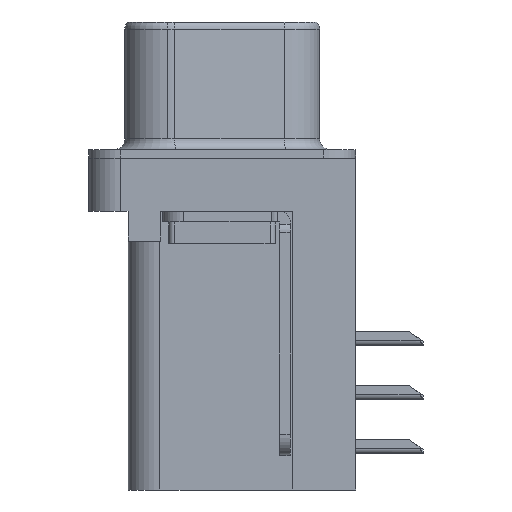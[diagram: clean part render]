
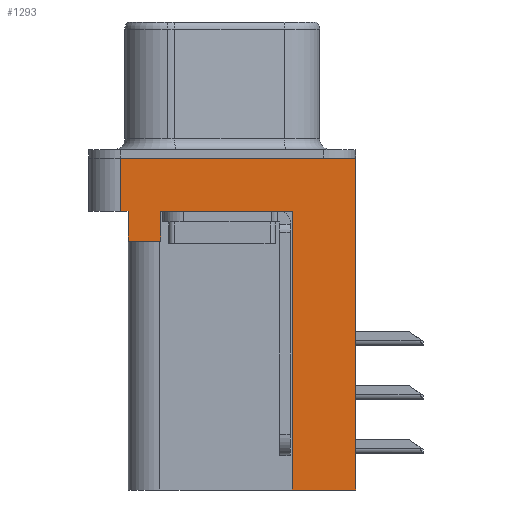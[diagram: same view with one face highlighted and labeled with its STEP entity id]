
A CAD part, left-side view. The second image highlights one B-rep face of the part: STEP entity #1293.
In plain terms, the highlighted planar face has unit normal (-1, 0, 0).
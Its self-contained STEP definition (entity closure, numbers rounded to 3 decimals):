
#429 = DIRECTION ( 'NONE',  ( 0., 0., 1. ) ) ;
#474 = VERTEX_POINT ( 'NONE', #2680 ) ;
#956 = VECTOR ( 'NONE', #18566, 1000. ) ;
#961 = CARTESIAN_POINT ( 'NONE',  ( -2.935, -6.275, -2.5 ) ) ;
#969 = ORIENTED_EDGE ( 'NONE', *, *, #13941, .F. ) ;
#1293 = ADVANCED_FACE ( 'NONE', ( #14895 ), #12520, .T. ) ;
#1721 = EDGE_CURVE ( 'NONE', #474, #3654, #9553, .T. ) ;
#2093 = VECTOR ( 'NONE', #11736, 1000. ) ;
#2192 = AXIS2_PLACEMENT_3D ( 'NONE', #19890, #14438, #429 ) ;
#2219 = CARTESIAN_POINT ( 'NONE',  ( -2.935, 4.775, -2.5 ) ) ;
#2366 = ORIENTED_EDGE ( 'NONE', *, *, #15982, .F. ) ;
#2472 = LINE ( 'NONE', #20276, #956 ) ;
#2680 = CARTESIAN_POINT ( 'NONE',  ( -2.935, 4.775, 0. ) ) ;
#2818 = LINE ( 'NONE', #6074, #19303 ) ;
#3654 = VERTEX_POINT ( 'NONE', #7353 ) ;
#3689 = VERTEX_POINT ( 'NONE', #7712 ) ;
#3856 = ORIENTED_EDGE ( 'NONE', *, *, #7916, .T. ) ;
#4397 = LINE ( 'NONE', #15243, #11290 ) ;
#5124 = VERTEX_POINT ( 'NONE', #12651 ) ;
#5387 = VECTOR ( 'NONE', #21188, 1000. ) ;
#6074 = CARTESIAN_POINT ( 'NONE',  ( -2.935, -3.295, -15.6 ) ) ;
#6539 = VERTEX_POINT ( 'NONE', #8789 ) ;
#7353 = CARTESIAN_POINT ( 'NONE',  ( -2.935, -6.275, 0. ) ) ;
#7485 = DIRECTION ( 'NONE',  ( 0., -1., 0. ) ) ;
#7712 = CARTESIAN_POINT ( 'NONE',  ( -2.935, 2.895, -3.9 ) ) ;
#7916 = EDGE_CURVE ( 'NONE', #3689, #19307, #22447, .T. ) ;
#8227 = CARTESIAN_POINT ( 'NONE',  ( -2.935, -3.295, -2.5 ) ) ;
#8367 = DIRECTION ( 'NONE',  ( 0., 0., 1. ) ) ;
#8369 = VERTEX_POINT ( 'NONE', #20968 ) ;
#8789 = CARTESIAN_POINT ( 'NONE',  ( -2.935, -3.295, -15.6 ) ) ;
#8884 = ORIENTED_EDGE ( 'NONE', *, *, #19625, .F. ) ;
#8969 = EDGE_CURVE ( 'NONE', #19967, #20716, #12000, .T. ) ;
#9553 = LINE ( 'NONE', #22352, #21622 ) ;
#9676 = ORIENTED_EDGE ( 'NONE', *, *, #8969, .F. ) ;
#9698 = DIRECTION ( 'NONE',  ( 0., 0., 1. ) ) ;
#10130 = ORIENTED_EDGE ( 'NONE', *, *, #1721, .F. ) ;
#10443 = CARTESIAN_POINT ( 'NONE',  ( -2.935, 2.895, -2.5 ) ) ;
#10567 = EDGE_CURVE ( 'NONE', #19307, #11636, #15206, .T. ) ;
#10906 = VECTOR ( 'NONE', #7485, 1000. ) ;
#11103 = CARTESIAN_POINT ( 'NONE',  ( -2.935, -6.275, -2.5 ) ) ;
#11290 = VECTOR ( 'NONE', #9698, 1000. ) ;
#11495 = VECTOR ( 'NONE', #20990, 1000. ) ;
#11599 = EDGE_CURVE ( 'NONE', #8369, #474, #20684, .T. ) ;
#11636 = VERTEX_POINT ( 'NONE', #8227 ) ;
#11725 = ORIENTED_EDGE ( 'NONE', *, *, #11599, .F. ) ;
#11736 = DIRECTION ( 'NONE',  ( 0., 0., 1. ) ) ;
#12000 = LINE ( 'NONE', #19246, #18302 ) ;
#12010 = LINE ( 'NONE', #19138, #5387 ) ;
#12520 = PLANE ( 'NONE',  #2192 ) ;
#12651 = CARTESIAN_POINT ( 'NONE',  ( -2.935, -6.275, -15.6 ) ) ;
#13492 = VECTOR ( 'NONE', #20509, 1000. ) ;
#13941 = EDGE_CURVE ( 'NONE', #6539, #11636, #4397, .T. ) ;
#14438 = DIRECTION ( 'NONE',  ( -1., 0., 0. ) ) ;
#14869 = DIRECTION ( 'NONE',  ( 0., -1., 0. ) ) ;
#14895 = FACE_OUTER_BOUND ( 'NONE', #20181, .T. ) ;
#15206 = LINE ( 'NONE', #11103, #10906 ) ;
#15243 = CARTESIAN_POINT ( 'NONE',  ( -2.935, -3.295, -15.6 ) ) ;
#15505 = EDGE_CURVE ( 'NONE', #8369, #20716, #12010, .T. ) ;
#15796 = LINE ( 'NONE', #961, #11495 ) ;
#15909 = CARTESIAN_POINT ( 'NONE',  ( -2.935, 4.425, -3.9 ) ) ;
#15982 = EDGE_CURVE ( 'NONE', #5124, #6539, #2818, .T. ) ;
#17298 = DIRECTION ( 'NONE',  ( 0., 1., 0. ) ) ;
#18112 = ORIENTED_EDGE ( 'NONE', *, *, #15505, .T. ) ;
#18302 = VECTOR ( 'NONE', #8367, 1000. ) ;
#18513 = ORIENTED_EDGE ( 'NONE', *, *, #10567, .T. ) ;
#18566 = DIRECTION ( 'NONE',  ( 0., 1., 0. ) ) ;
#19138 = CARTESIAN_POINT ( 'NONE',  ( -2.935, -6.275, -2.5 ) ) ;
#19246 = CARTESIAN_POINT ( 'NONE',  ( -2.935, 4.425, -3.9 ) ) ;
#19303 = VECTOR ( 'NONE', #17298, 1000. ) ;
#19307 = VERTEX_POINT ( 'NONE', #10443 ) ;
#19625 = EDGE_CURVE ( 'NONE', #3689, #19967, #2472, .T. ) ;
#19795 = ORIENTED_EDGE ( 'NONE', *, *, #22528, .T. ) ;
#19890 = CARTESIAN_POINT ( 'NONE',  ( -2.935, -6.275, -2.5 ) ) ;
#19967 = VERTEX_POINT ( 'NONE', #15909 ) ;
#20181 = EDGE_LOOP ( 'NONE', ( #10130, #11725, #18112, #9676, #8884, #3856, #18513, #969, #2366, #19795 ) ) ;
#20276 = CARTESIAN_POINT ( 'NONE',  ( -2.935, 4.425, -3.9 ) ) ;
#20509 = DIRECTION ( 'NONE',  ( 0., 0., 1. ) ) ;
#20684 = LINE ( 'NONE', #2219, #2093 ) ;
#20716 = VERTEX_POINT ( 'NONE', #21412 ) ;
#20760 = CARTESIAN_POINT ( 'NONE',  ( -2.935, 2.895, -3.9 ) ) ;
#20968 = CARTESIAN_POINT ( 'NONE',  ( -2.935, 4.775, -2.5 ) ) ;
#20990 = DIRECTION ( 'NONE',  ( 0., 0., 1. ) ) ;
#21188 = DIRECTION ( 'NONE',  ( 0., -1., 0. ) ) ;
#21412 = CARTESIAN_POINT ( 'NONE',  ( -2.935, 4.425, -2.5 ) ) ;
#21622 = VECTOR ( 'NONE', #14869, 1000. ) ;
#22352 = CARTESIAN_POINT ( 'NONE',  ( -2.935, -6.275, 0. ) ) ;
#22447 = LINE ( 'NONE', #20760, #13492 ) ;
#22528 = EDGE_CURVE ( 'NONE', #5124, #3654, #15796, .T. ) ;
